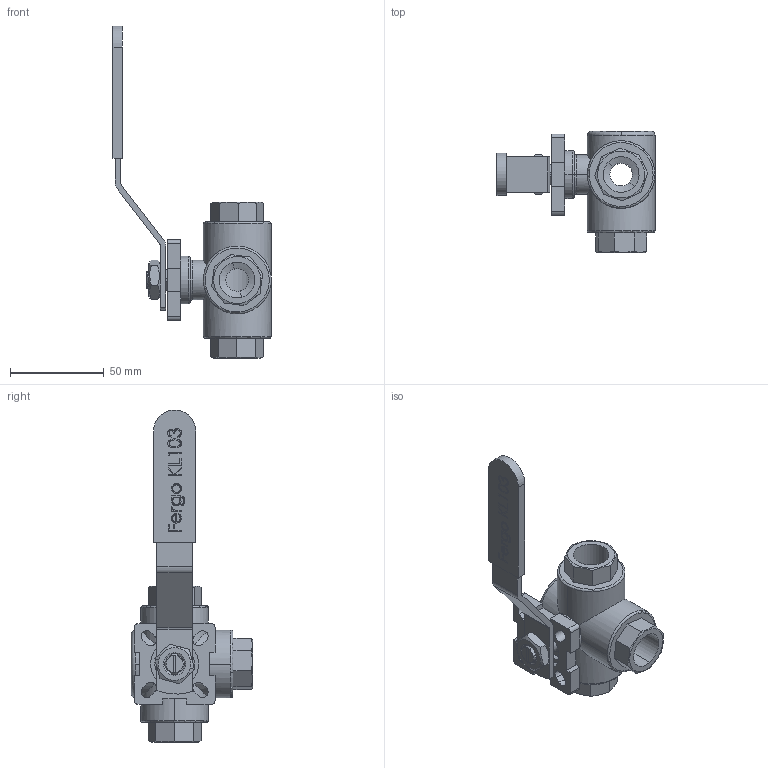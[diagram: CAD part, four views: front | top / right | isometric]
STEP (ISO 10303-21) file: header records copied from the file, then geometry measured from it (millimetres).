
FILE_DESCRIPTION (( 'STEP AP214' ), '1' );
FILE_NAME ('KL103-3-Wege-Kugelhahn-½-Zoll-PN63-Handhebel-Fergo.STEP', '2022-10-13T08:55:58', ( '' ), ( '' ), 'SwSTEP 2.0', 'SolidWorks 2022', '' );
FILE_SCHEMA (( 'AUTOMOTIVE_DESIGN' ));
Length unit declared in the file: millimetre
Products named in the file (1): KL103-3-Wege-Kugelhahn-½-Zoll-PN63-Handhebel-Fergo
Bounding box: 84.09 x 64.5 x 176.69 mm (x, y, z)
Volume: 88534.9 mm3; surface area: 39929.2 mm2
Topology: 1 solids, 1 shells, 290 faces, 938 edges, 687 vertices
Faces by surface type: plane 154, cylinder 83, cone 41, torus 12
Entity records: 11378 total; most frequent: CARTESIAN_POINT 3391, ORIENTED_EDGE 1876, DIRECTION 1412, EDGE_CURVE 938, VERTEX_POINT 687, AXIS2_PLACEMENT_3D 526, LINE 360, VECTOR 360
